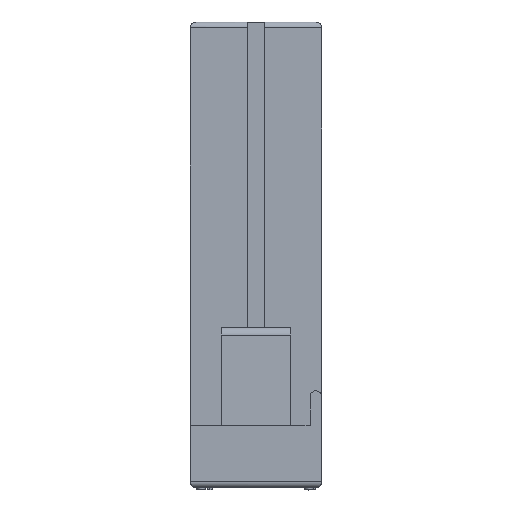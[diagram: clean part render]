
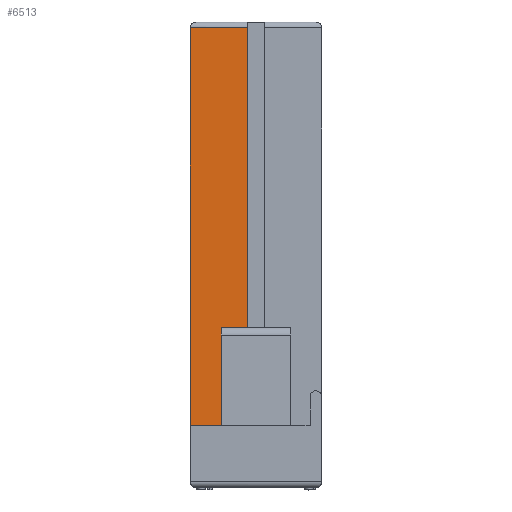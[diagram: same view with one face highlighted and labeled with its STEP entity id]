
A CAD part, left-side view. The second image highlights one B-rep face of the part: STEP entity #6513.
In plain terms, the highlighted planar face has unit normal (-1, 0, 0).
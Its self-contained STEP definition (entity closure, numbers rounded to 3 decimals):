
#3157=FACE_OUTER_BOUND('',#7680,.T.);
#3775=PLANE('',#15324);
#4482=LINE('',#19855,#5527);
#4487=LINE('',#19868,#5532);
#4521=LINE('',#19944,#5566);
#4524=LINE('',#19950,#5569);
#4525=LINE('',#19952,#5570);
#4526=LINE('',#19953,#5571);
#5527=VECTOR('',#16839,1.);
#5532=VECTOR('',#16848,1.);
#5566=VECTOR('',#16916,1.);
#5569=VECTOR('',#16921,1.);
#5570=VECTOR('',#16922,1.);
#5571=VECTOR('',#16923,1.);
#6513=ADVANCED_FACE('',(#3157),#3775,.T.);
#7680=EDGE_LOOP('',(#9196,#9197,#9198,#9199,#9200,#9201));
#9196=ORIENTED_EDGE('',*,*,#13611,.T.);
#9197=ORIENTED_EDGE('',*,*,#13612,.T.);
#9198=ORIENTED_EDGE('',*,*,#13608,.T.);
#9199=ORIENTED_EDGE('',*,*,#13570,.T.);
#9200=ORIENTED_EDGE('',*,*,#13613,.F.);
#9201=ORIENTED_EDGE('',*,*,#13564,.T.);
#12235=VERTEX_POINT('',#19856);
#12236=VERTEX_POINT('',#19857);
#12240=VERTEX_POINT('',#19867);
#12241=VERTEX_POINT('',#19869);
#12266=VERTEX_POINT('',#19945);
#12268=VERTEX_POINT('',#19951);
#13564=EDGE_CURVE('',#12235,#12236,#4482,.T.);
#13570=EDGE_CURVE('',#12241,#12240,#4487,.T.);
#13608=EDGE_CURVE('',#12266,#12241,#4521,.T.);
#13611=EDGE_CURVE('',#12236,#12268,#4524,.T.);
#13612=EDGE_CURVE('',#12268,#12266,#4525,.T.);
#13613=EDGE_CURVE('',#12235,#12240,#4526,.T.);
#15324=AXIS2_PLACEMENT_3D('',#19954,#16924,#16925);
#16839=DIRECTION('',(0.,0.,1.));
#16848=DIRECTION('',(0.,0.,-1.));
#16916=DIRECTION('',(0.,-1.,0.));
#16921=DIRECTION('',(0.,1.,0.));
#16922=DIRECTION('',(0.,0.,-1.));
#16923=DIRECTION('',(0.,1.,0.));
#16924=DIRECTION('',(-1.,0.,0.));
#16925=DIRECTION('',(0.,0.,-1.));
#19855=CARTESIAN_POINT('',(20.412,-38.154,-26.8));
#19856=CARTESIAN_POINT('',(20.412,-38.154,-26.8));
#19857=CARTESIAN_POINT('',(20.412,-38.154,13.1));
#19867=CARTESIAN_POINT('',(20.412,-35.629,-26.8));
#19868=CARTESIAN_POINT('',(20.412,-35.629,-21.4));
#19869=CARTESIAN_POINT('',(20.412,-35.629,-21.4));
#19944=CARTESIAN_POINT('',(20.412,-33.204,-21.4));
#19945=CARTESIAN_POINT('',(20.412,-33.204,-21.4));
#19950=CARTESIAN_POINT('',(20.412,-38.154,13.1));
#19951=CARTESIAN_POINT('',(20.412,-33.204,13.1));
#19952=CARTESIAN_POINT('',(20.412,-33.204,13.1));
#19953=CARTESIAN_POINT('',(20.412,-38.154,-26.8));
#19954=CARTESIAN_POINT('',(20.412,-33.104,13.7));
